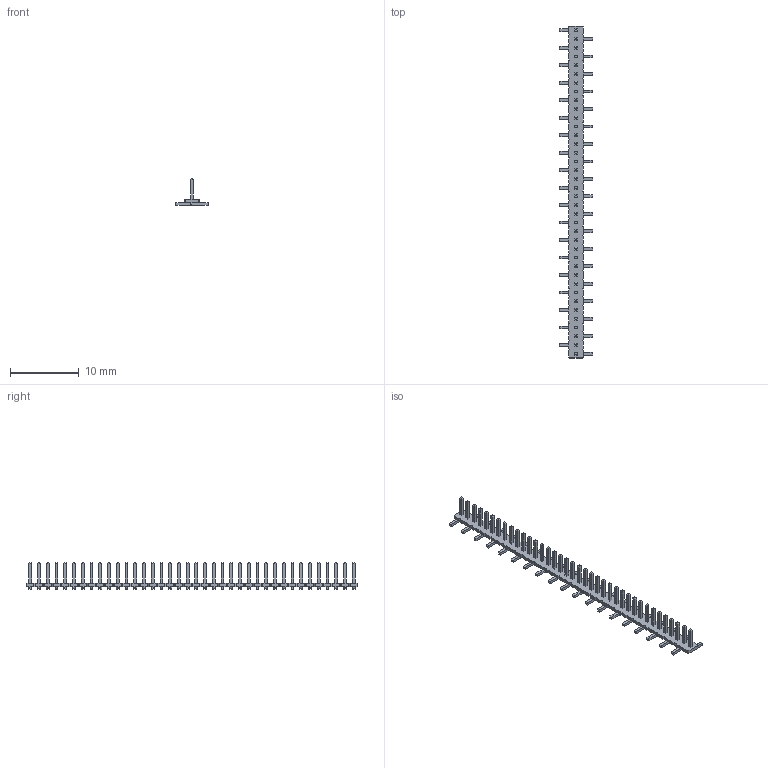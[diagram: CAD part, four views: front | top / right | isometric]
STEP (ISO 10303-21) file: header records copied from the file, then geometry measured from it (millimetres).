
FILE_DESCRIPTION(/* description */ ('model of PinHeader_1x38_P1.27mm_Vertical_SMD_Pin1Left'),/* implementation_level */ '2;1');
FILE_NAME(/* name */ 'PinHeader_1x38_P1.27mm_Vertical_SMD_Pin1Left.step',/* time_stamp */ '2017-12-02T02:42:34',/* author */ ('kicad StepUp','ksu'),/* organization */ ('FreeCAD'),/* preprocessor_version */ 'OCC',/* originating_system */ 'kicad StepUp',/* authorisation */ '');
FILE_SCHEMA(('AUTOMOTIVE_DESIGN_CC2 { 1 2 10303 214 -1 1 5 4 }'));
Length unit declared in the file: millimetre
Products named in the file (1): PinHeader_1x38_P127mm_Vertical_SMD_Pin1Left
Bounding box: 4.9 x 48.26 x 3.9 mm (x, y, z)
Volume: 83.4 mm3; surface area: 558.4 mm2
Topology: 1 solids, 1 shells, 954 faces, 2438 edges, 1524 vertices
Faces by surface type: plane 916, cylinder 38
Entity records: 34597 total; most frequent: CARTESIAN_POINT 4917, ORIENTED_EDGE 4876, DIRECTION 4424, EDGE_CURVE 2438, LINE 2362, VECTOR 2362, VERTEX_POINT 1524, AXIS2_PLACEMENT_3D 1031
